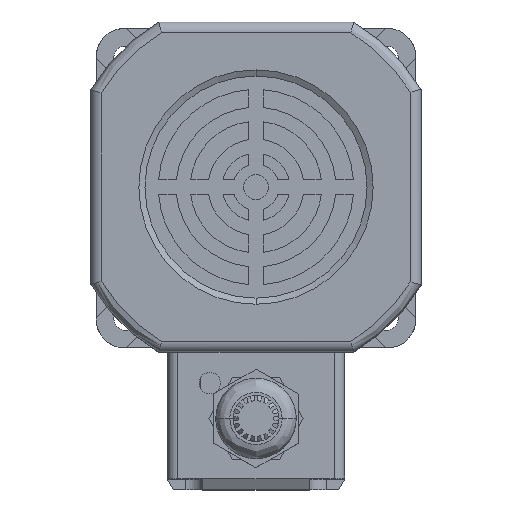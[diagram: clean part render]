
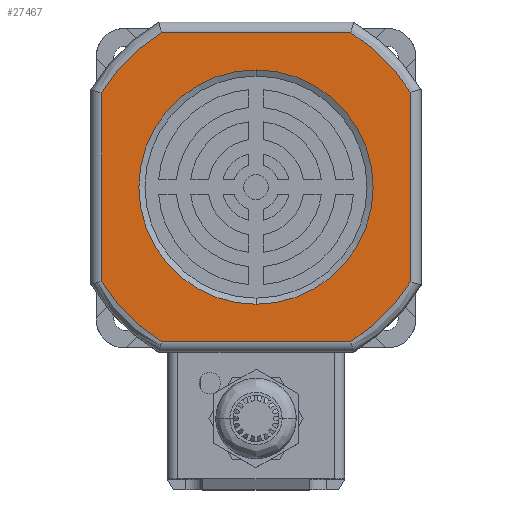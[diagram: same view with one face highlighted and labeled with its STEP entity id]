
A CAD part, top view. The second image highlights one B-rep face of the part: STEP entity #27467.
In plain terms, the highlighted face is planar.
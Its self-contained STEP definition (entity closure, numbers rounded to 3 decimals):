
#244 = DIRECTION ( 'NONE',  ( 0., -1., 0. ) ) ;
#413 = CARTESIAN_POINT ( 'NONE',  ( -26.572, 0., 43.5 ) ) ;
#1386 = DIRECTION ( 'NONE',  ( 0., 0., -1. ) ) ;
#1475 =( BOUNDED_CURVE ( )  B_SPLINE_CURVE ( 3, ( #5519, #20544, #12001, #27048 ),
 .UNSPECIFIED., .F., .T. ) 
 B_SPLINE_CURVE_WITH_KNOTS ( ( 4, 4 ),
 ( 0., 1. ),
 .UNSPECIFIED. ) 
 CURVE ( )  GEOMETRIC_REPRESENTATION_ITEM ( )  RATIONAL_B_SPLINE_CURVE ( ( 1., 0.981, 0.981, 1. ) ) 
 REPRESENTATION_ITEM ( '' )  );
#1477 = CARTESIAN_POINT ( 'NONE',  ( 0.05, 0., 43.5 ) ) ;
#1714 = CARTESIAN_POINT ( 'NONE',  ( 39.273, 0., 33.583 ) ) ;
#2043 = EDGE_CURVE ( 'NONE', #11129, #17531, #7845, .T. ) ;
#2767 = AXIS2_PLACEMENT_3D ( 'NONE', #12828, #27904, #14991 ) ;
#3354 = CARTESIAN_POINT ( 'NONE',  ( -26.572, 0., 43.5 ) ) ;
#3779 =( BOUNDED_CURVE ( )  B_SPLINE_CURVE ( 3, ( #11200, #6881, #13347, #413 ),
 .UNSPECIFIED., .F., .F. ) 
 B_SPLINE_CURVE_WITH_KNOTS ( ( 4, 4 ),
 ( 0., 1. ),
 .UNSPECIFIED. ) 
 CURVE ( )  GEOMETRIC_REPRESENTATION_ITEM ( )  RATIONAL_B_SPLINE_CURVE ( ( 1., 0.981, 0.981, 1. ) ) 
 REPRESENTATION_ITEM ( '' )  );
#4301 = VERTEX_POINT ( 'NONE', #19376 ) ;
#4445 = CARTESIAN_POINT ( 'NONE',  ( 33.559, 0., -39.286 ) ) ;
#4620 = EDGE_CURVE ( 'NONE', #4301, #24688, #11427, .T. ) ;
#5014 = VECTOR ( 'NONE', #1386, 1000. ) ;
#5360 = PLANE ( 'NONE',  #12707 ) ;
#5519 = CARTESIAN_POINT ( 'NONE',  ( -26.572, 0., -43.5 ) ) ;
#5852 = VERTEX_POINT ( 'NONE', #26494 ) ;
#5856 = DIRECTION ( 'NONE',  ( 1., 0., 0. ) ) ;
#5934 = VERTEX_POINT ( 'NONE', #22456 ) ;
#5994 = CARTESIAN_POINT ( 'NONE',  ( 26.673, 0., 43.5 ) ) ;
#6731 =( BOUNDED_CURVE ( )  B_SPLINE_CURVE ( 3, ( #5994, #18859, #1714, #16794 ),
 .UNSPECIFIED., .F., .F. ) 
 B_SPLINE_CURVE_WITH_KNOTS ( ( 4, 4 ),
 ( 0., 1. ),
 .UNSPECIFIED. ) 
 CURVE ( )  GEOMETRIC_REPRESENTATION_ITEM ( )  RATIONAL_B_SPLINE_CURVE ( ( 1., 0.982, 0.982, 1. ) ) 
 REPRESENTATION_ITEM ( '' )  );
#6793 = EDGE_CURVE ( 'NONE', #24562, #22206, #25443, .T. ) ;
#6881 = CARTESIAN_POINT ( 'NONE',  ( -39.264, 0., 33.49 ) ) ;
#7000 = DIRECTION ( 'NONE',  ( -1., 0., 0. ) ) ;
#7252 = ORIENTED_EDGE ( 'NONE', *, *, #6793, .F. ) ;
#7441 = ORIENTED_EDGE ( 'NONE', *, *, #24400, .F. ) ;
#7558 = DIRECTION ( 'NONE',  ( 0., 0., 1. ) ) ;
#7845 = LINE ( 'NONE', #18575, #12848 ) ;
#7850 = CARTESIAN_POINT ( 'NONE',  ( 43.5, 0., 0. ) ) ;
#8194 = ORIENTED_EDGE ( 'NONE', *, *, #26166, .F. ) ;
#8338 = ORIENTED_EDGE ( 'NONE', *, *, #14664, .F. ) ;
#9419 = CARTESIAN_POINT ( 'NONE',  ( 26.673, 0., 43.5 ) ) ;
#9943 = DIRECTION ( 'NONE',  ( 0., 0., 1. ) ) ;
#11129 = VERTEX_POINT ( 'NONE', #25724 ) ;
#11155 = EDGE_CURVE ( 'NONE', #24688, #5852, #22229, .T. ) ;
#11200 = CARTESIAN_POINT ( 'NONE',  ( -43.5, 0., 26.54 ) ) ;
#11427 = LINE ( 'NONE', #7850, #5014 ) ;
#12001 = CARTESIAN_POINT ( 'NONE',  ( -39.264, 0., -33.49 ) ) ;
#12613 = CIRCLE ( 'NONE', #16854, 33. ) ;
#12707 = AXIS2_PLACEMENT_3D ( 'NONE', #18233, #20396, #7558 ) ;
#12828 = CARTESIAN_POINT ( 'NONE',  ( 0., 0., 0. ) ) ;
#12848 = VECTOR ( 'NONE', #9943, 1000. ) ;
#13180 = CARTESIAN_POINT ( 'NONE',  ( 0., 0., 0. ) ) ;
#13347 = CARTESIAN_POINT ( 'NONE',  ( -33.514, 0., 39.251 ) ) ;
#13851 = EDGE_CURVE ( 'NONE', #25294, #26330, #26048, .T. ) ;
#13933 = VECTOR ( 'NONE', #5856, 1000. ) ;
#14664 = EDGE_CURVE ( 'NONE', #5934, #11129, #1475, .T. ) ;
#14991 = DIRECTION ( 'NONE',  ( 0., 0., -1. ) ) ;
#15176 = CARTESIAN_POINT ( 'NONE',  ( 43.5, 0., -26.705 ) ) ;
#15350 = DIRECTION ( 'NONE',  ( 0., 0., -1. ) ) ;
#15518 = ORIENTED_EDGE ( 'NONE', *, *, #13851, .F. ) ;
#16552 = ORIENTED_EDGE ( 'NONE', *, *, #20145, .F. ) ;
#16794 = CARTESIAN_POINT ( 'NONE',  ( 43.5, 0., 26.705 ) ) ;
#16854 = AXIS2_PLACEMENT_3D ( 'NONE', #13180, #244, #15350 ) ;
#17339 = CARTESIAN_POINT ( 'NONE',  ( 39.273, 0., -33.583 ) ) ;
#17531 = VERTEX_POINT ( 'NONE', #22984 ) ;
#18233 = CARTESIAN_POINT ( 'NONE',  ( 0.05, 0., 0. ) ) ;
#18575 = CARTESIAN_POINT ( 'NONE',  ( -43.5, 0., 0. ) ) ;
#18859 = CARTESIAN_POINT ( 'NONE',  ( 33.559, 0., 39.286 ) ) ;
#19376 = CARTESIAN_POINT ( 'NONE',  ( 43.5, 0., 26.705 ) ) ;
#19488 = CARTESIAN_POINT ( 'NONE',  ( 26.673, 0., -43.5 ) ) ;
#20145 = EDGE_CURVE ( 'NONE', #17531, #25294, #3779, .T. ) ;
#20396 = DIRECTION ( 'NONE',  ( 0., 1., 0. ) ) ;
#20402 = CARTESIAN_POINT ( 'NONE',  ( 0., 0., -33. ) ) ;
#20517 = EDGE_CURVE ( 'NONE', #26330, #4301, #6731, .T. ) ;
#20544 = CARTESIAN_POINT ( 'NONE',  ( -33.514, 0., -39.251 ) ) ;
#21747 = ORIENTED_EDGE ( 'NONE', *, *, #2043, .F. ) ;
#21749 = VECTOR ( 'NONE', #7000, 1000. ) ;
#21830 = CARTESIAN_POINT ( 'NONE',  ( 0.05, 0., -43.5 ) ) ;
#22011 = FACE_OUTER_BOUND ( 'NONE', #24612, .T. ) ;
#22206 = VERTEX_POINT ( 'NONE', #27448 ) ;
#22229 =( BOUNDED_CURVE ( )  B_SPLINE_CURVE ( 3, ( #15176, #17339, #4445, #19488 ),
 .UNSPECIFIED., .F., .T. ) 
 B_SPLINE_CURVE_WITH_KNOTS ( ( 4, 4 ),
 ( 0., 1. ),
 .UNSPECIFIED. ) 
 CURVE ( )  GEOMETRIC_REPRESENTATION_ITEM ( )  RATIONAL_B_SPLINE_CURVE ( ( 1., 0.982, 0.982, 1. ) ) 
 REPRESENTATION_ITEM ( '' )  );
#22441 = LINE ( 'NONE', #21830, #21749 ) ;
#22456 = CARTESIAN_POINT ( 'NONE',  ( -26.572, 0., -43.5 ) ) ;
#22984 = CARTESIAN_POINT ( 'NONE',  ( -43.5, 0., 26.54 ) ) ;
#22998 = ORIENTED_EDGE ( 'NONE', *, *, #20517, .F. ) ;
#23560 = ORIENTED_EDGE ( 'NONE', *, *, #4620, .F. ) ;
#24400 = EDGE_CURVE ( 'NONE', #5852, #5934, #22441, .T. ) ;
#24562 = VERTEX_POINT ( 'NONE', #20402 ) ;
#24612 = EDGE_LOOP ( 'NONE', ( #8338, #7441, #25471, #23560, #22998, #15518, #16552, #21747 ) ) ;
#24688 = VERTEX_POINT ( 'NONE', #25644 ) ;
#25294 = VERTEX_POINT ( 'NONE', #3354 ) ;
#25443 = CIRCLE ( 'NONE', #2767, 33. ) ;
#25471 = ORIENTED_EDGE ( 'NONE', *, *, #11155, .F. ) ;
#25644 = CARTESIAN_POINT ( 'NONE',  ( 43.5, 0., -26.705 ) ) ;
#25724 = CARTESIAN_POINT ( 'NONE',  ( -43.5, 0., -26.54 ) ) ;
#26048 = LINE ( 'NONE', #1477, #13933 ) ;
#26166 = EDGE_CURVE ( 'NONE', #22206, #24562, #12613, .T. ) ;
#26330 = VERTEX_POINT ( 'NONE', #9419 ) ;
#26494 = CARTESIAN_POINT ( 'NONE',  ( 26.673, 0., -43.5 ) ) ;
#26585 = EDGE_LOOP ( 'NONE', ( #7252, #8194 ) ) ;
#27048 = CARTESIAN_POINT ( 'NONE',  ( -43.5, 0., -26.54 ) ) ;
#27448 = CARTESIAN_POINT ( 'NONE',  ( 0., 0., 33. ) ) ;
#27467 = ADVANCED_FACE ( 'NONE', ( #27733, #22011 ), #5360, .F. ) ;
#27733 = FACE_BOUND ( 'NONE', #26585, .T. ) ;
#27904 = DIRECTION ( 'NONE',  ( 0., -1., 0. ) ) ;
